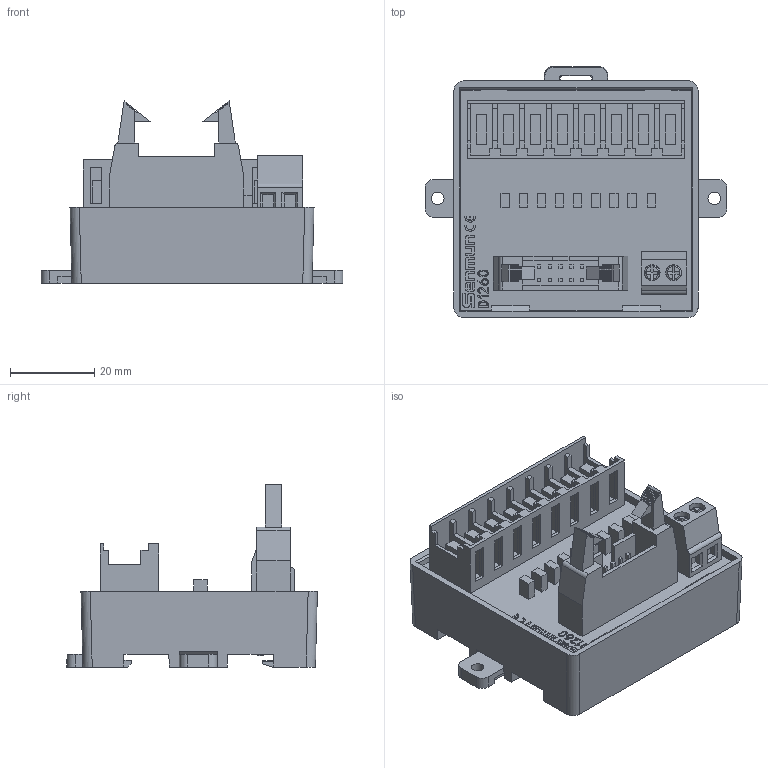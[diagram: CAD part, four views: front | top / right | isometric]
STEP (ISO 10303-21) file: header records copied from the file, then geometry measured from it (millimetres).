
FILE_DESCRIPTION(/* description */ (''),/* implementation_level */ '2;1');
FILE_NAME(/* name */ 'D1260-E.stp',/* time_stamp */ '2024-08-13T15:33:44+08:00',/* author */ (''),/* organization */ (''),/* preprocessor_version */ 'ST-DEVELOPER v14',/* originating_system */ 'SIEMENS PLM Software NX 8.0',/* authorisation */ '');
FILE_SCHEMA (('AUTOMOTIVE_DESIGN { 1 0 10303 214 3 1 1 1 }'));
Length unit declared in the file: millimetre
Products named in the file (1): D1260-E 3D_stp
Bounding box: 71.6 x 59.51 x 43.25 mm (x, y, z)
Volume: 56357 mm3; surface area: 22665.1 mm2
Topology: 3 solids, 3 shells, 849 faces, 2289 edges, 1508 vertices
Faces by surface type: plane 774, cylinder 54, extrusion 11, cone 4, torus 4, bspline 2
Full cylindrical faces by diameter (mm): 3 x2, 3.8 x2
Entity records: 28194 total; most frequent: CARTESIAN_POINT 5562, ORIENTED_EDGE 4564, DIRECTION 4059, EDGE_CURVE 2282, VECTOR 2133, LINE 2122, VERTEX_POINT 1508, AXIS2_PLACEMENT_3D 963
